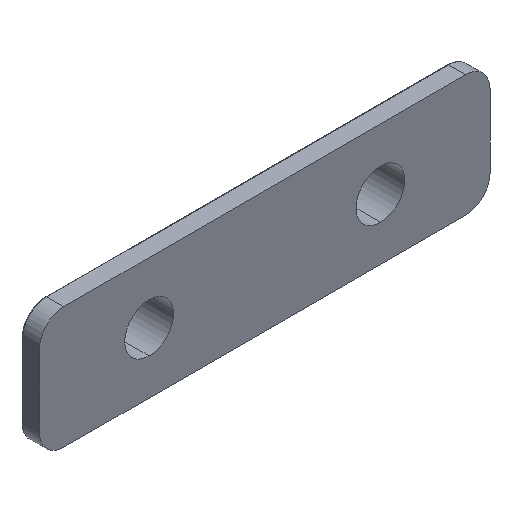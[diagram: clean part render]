
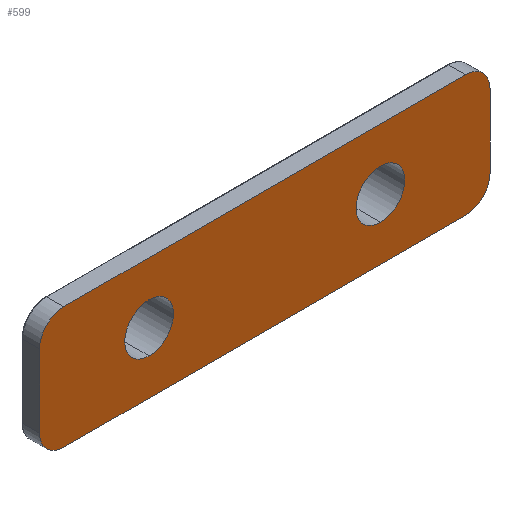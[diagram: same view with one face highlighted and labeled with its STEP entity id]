
A CAD part, isometric view. The second image highlights one B-rep face of the part: STEP entity #599.
In plain terms, the highlighted planar face has unit normal (0, -1, 0).
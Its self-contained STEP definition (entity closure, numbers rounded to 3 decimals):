
#26 = DIRECTION ( 'NONE',  ( 0., 0., 1. ) ) ;
#42 = CARTESIAN_POINT ( 'NONE',  ( -16.5, 0., 3. ) ) ;
#50 = AXIS2_PLACEMENT_3D ( 'NONE', #527, #798, #26 ) ;
#68 = CARTESIAN_POINT ( 'NONE',  ( 16.5, 0., -5. ) ) ;
#70 = CARTESIAN_POINT ( 'NONE',  ( -16.5, 0., -3. ) ) ;
#74 = LINE ( 'NONE', #764, #878 ) ;
#84 = AXIS2_PLACEMENT_3D ( 'NONE', #614, #554, #761 ) ;
#104 = CARTESIAN_POINT ( 'NONE',  ( 18.5, 0., 3. ) ) ;
#117 = LINE ( 'NONE', #125, #852 ) ;
#125 = CARTESIAN_POINT ( 'NONE',  ( -18.5, 0., -5. ) ) ;
#127 = DIRECTION ( 'NONE',  ( 0., 0., -1. ) ) ;
#137 = AXIS2_PLACEMENT_3D ( 'NONE', #770, #482, #143 ) ;
#140 = CARTESIAN_POINT ( 'NONE',  ( -18.5, 0., 3. ) ) ;
#143 = DIRECTION ( 'NONE',  ( 0., 0., 1. ) ) ;
#145 = CARTESIAN_POINT ( 'NONE',  ( 9.5, 0., 2. ) ) ;
#157 = ORIENTED_EDGE ( 'NONE', *, *, #858, .F. ) ;
#159 = VERTEX_POINT ( 'NONE', #307 ) ;
#164 = EDGE_CURVE ( 'NONE', #838, #159, #687, .T. ) ;
#186 = AXIS2_PLACEMENT_3D ( 'NONE', #358, #420, #688 ) ;
#191 = ORIENTED_EDGE ( 'NONE', *, *, #868, .F. ) ;
#228 = VECTOR ( 'NONE', #544, 1000. ) ;
#233 = EDGE_CURVE ( 'NONE', #495, #535, #728, .T. ) ;
#253 = EDGE_CURVE ( 'NONE', #602, #417, #334, .T. ) ;
#254 = VERTEX_POINT ( 'NONE', #140 ) ;
#260 = PLANE ( 'NONE',  #50 ) ;
#262 = DIRECTION ( 'NONE',  ( 0., 0., 1. ) ) ;
#274 = ORIENTED_EDGE ( 'NONE', *, *, #864, .T. ) ;
#289 = EDGE_LOOP ( 'NONE', ( #191, #433, #630, #330, #747, #274, #847, #434 ) ) ;
#290 = VERTEX_POINT ( 'NONE', #68 ) ;
#294 = CARTESIAN_POINT ( 'NONE',  ( 16.5, 0., -3. ) ) ;
#296 = ORIENTED_EDGE ( 'NONE', *, *, #422, .F. ) ;
#306 = CIRCLE ( 'NONE', #684, 2. ) ;
#307 = CARTESIAN_POINT ( 'NONE',  ( 18.5, 0., -3. ) ) ;
#313 = CARTESIAN_POINT ( 'NONE',  ( 9.5, 0., -2. ) ) ;
#327 = FACE_BOUND ( 'NONE', #404, .T. ) ;
#329 = DIRECTION ( 'NONE',  ( -1., 0., 0. ) ) ;
#330 = ORIENTED_EDGE ( 'NONE', *, *, #732, .T. ) ;
#334 = CIRCLE ( 'NONE', #651, 2. ) ;
#346 = DIRECTION ( 'NONE',  ( 0., 0., 1. ) ) ;
#356 = AXIS2_PLACEMENT_3D ( 'NONE', #70, #626, #487 ) ;
#358 = CARTESIAN_POINT ( 'NONE',  ( -9.5, 0., 0. ) ) ;
#364 = DIRECTION ( 'NONE',  ( 1., 0., 0. ) ) ;
#365 = DIRECTION ( 'NONE',  ( 0., -1., 0. ) ) ;
#369 = VECTOR ( 'NONE', #127, 1000. ) ;
#384 = EDGE_CURVE ( 'NONE', #673, #254, #306, .T. ) ;
#404 = EDGE_LOOP ( 'NONE', ( #296, #556 ) ) ;
#412 = VERTEX_POINT ( 'NONE', #896 ) ;
#413 = CARTESIAN_POINT ( 'NONE',  ( 18.5, 0., -5. ) ) ;
#414 = CIRCLE ( 'NONE', #137, 2. ) ;
#417 = VERTEX_POINT ( 'NONE', #145 ) ;
#420 = DIRECTION ( 'NONE',  ( 0., -1., 0. ) ) ;
#422 = EDGE_CURVE ( 'NONE', #535, #495, #884, .T. ) ;
#426 = AXIS2_PLACEMENT_3D ( 'NONE', #294, #365, #719 ) ;
#433 = ORIENTED_EDGE ( 'NONE', *, *, #452, .T. ) ;
#434 = ORIENTED_EDGE ( 'NONE', *, *, #384, .T. ) ;
#449 = CARTESIAN_POINT ( 'NONE',  ( -16.5, 0., 5. ) ) ;
#452 = EDGE_CURVE ( 'NONE', #538, #656, #902, .T. ) ;
#453 = CARTESIAN_POINT ( 'NONE',  ( -9.5, 0., -2. ) ) ;
#473 = DIRECTION ( 'NONE',  ( 0., -1., 0. ) ) ;
#482 = DIRECTION ( 'NONE',  ( 0., -1., 0. ) ) ;
#487 = DIRECTION ( 'NONE',  ( 0., 0., 1. ) ) ;
#495 = VERTEX_POINT ( 'NONE', #631 ) ;
#515 = CARTESIAN_POINT ( 'NONE',  ( -16.5, 0., -5. ) ) ;
#520 = CARTESIAN_POINT ( 'NONE',  ( -18.5, 0., -3. ) ) ;
#527 = CARTESIAN_POINT ( 'NONE',  ( 0., 0., 0. ) ) ;
#535 = VERTEX_POINT ( 'NONE', #453 ) ;
#538 = VERTEX_POINT ( 'NONE', #520 ) ;
#544 = DIRECTION ( 'NONE',  ( 0., 0., 1. ) ) ;
#554 = DIRECTION ( 'NONE',  ( 0., -1., 0. ) ) ;
#556 = ORIENTED_EDGE ( 'NONE', *, *, #233, .F. ) ;
#570 = CIRCLE ( 'NONE', #850, 2. ) ;
#599 = ADVANCED_FACE ( 'NONE', ( #327, #737, #880 ), #260, .F. ) ;
#602 = VERTEX_POINT ( 'NONE', #313 ) ;
#614 = CARTESIAN_POINT ( 'NONE',  ( -9.5, 0., 0. ) ) ;
#623 = ORIENTED_EDGE ( 'NONE', *, *, #253, .F. ) ;
#626 = DIRECTION ( 'NONE',  ( 0., -1., 0. ) ) ;
#630 = ORIENTED_EDGE ( 'NONE', *, *, #796, .F. ) ;
#631 = CARTESIAN_POINT ( 'NONE',  ( -9.5, 0., 2. ) ) ;
#651 = AXIS2_PLACEMENT_3D ( 'NONE', #707, #692, #698 ) ;
#656 = VERTEX_POINT ( 'NONE', #515 ) ;
#669 = CIRCLE ( 'NONE', #426, 2. ) ;
#673 = VERTEX_POINT ( 'NONE', #449 ) ;
#684 = AXIS2_PLACEMENT_3D ( 'NONE', #42, #473, #262 ) ;
#687 = LINE ( 'NONE', #413, #369 ) ;
#688 = DIRECTION ( 'NONE',  ( 0., 0., -1. ) ) ;
#692 = DIRECTION ( 'NONE',  ( 0., -1., 0. ) ) ;
#698 = DIRECTION ( 'NONE',  ( 0., 0., 1. ) ) ;
#705 = CARTESIAN_POINT ( 'NONE',  ( 16.5, 0., 3. ) ) ;
#707 = CARTESIAN_POINT ( 'NONE',  ( 9.5, 0., 0. ) ) ;
#719 = DIRECTION ( 'NONE',  ( 0., 0., 1. ) ) ;
#728 = CIRCLE ( 'NONE', #84, 2. ) ;
#732 = EDGE_CURVE ( 'NONE', #290, #159, #669, .T. ) ;
#737 = FACE_BOUND ( 'NONE', #842, .T. ) ;
#747 = ORIENTED_EDGE ( 'NONE', *, *, #164, .F. ) ;
#761 = DIRECTION ( 'NONE',  ( 0., 0., -1. ) ) ;
#764 = CARTESIAN_POINT ( 'NONE',  ( -18.5, 0., 5. ) ) ;
#770 = CARTESIAN_POINT ( 'NONE',  ( 9.5, 0., 0. ) ) ;
#776 = LINE ( 'NONE', #845, #228 ) ;
#796 = EDGE_CURVE ( 'NONE', #290, #656, #117, .T. ) ;
#798 = DIRECTION ( 'NONE',  ( 0., 1., 0. ) ) ;
#838 = VERTEX_POINT ( 'NONE', #104 ) ;
#839 = DIRECTION ( 'NONE',  ( 0., -1., 0. ) ) ;
#842 = EDGE_LOOP ( 'NONE', ( #623, #157 ) ) ;
#845 = CARTESIAN_POINT ( 'NONE',  ( -18.5, 0., -5. ) ) ;
#847 = ORIENTED_EDGE ( 'NONE', *, *, #904, .F. ) ;
#850 = AXIS2_PLACEMENT_3D ( 'NONE', #705, #839, #346 ) ;
#852 = VECTOR ( 'NONE', #329, 1000. ) ;
#858 = EDGE_CURVE ( 'NONE', #417, #602, #414, .T. ) ;
#864 = EDGE_CURVE ( 'NONE', #838, #412, #570, .T. ) ;
#868 = EDGE_CURVE ( 'NONE', #538, #254, #776, .T. ) ;
#878 = VECTOR ( 'NONE', #364, 1000. ) ;
#880 = FACE_OUTER_BOUND ( 'NONE', #289, .T. ) ;
#884 = CIRCLE ( 'NONE', #186, 2. ) ;
#896 = CARTESIAN_POINT ( 'NONE',  ( 16.5, 0., 5. ) ) ;
#902 = CIRCLE ( 'NONE', #356, 2. ) ;
#904 = EDGE_CURVE ( 'NONE', #673, #412, #74, .T. ) ;
